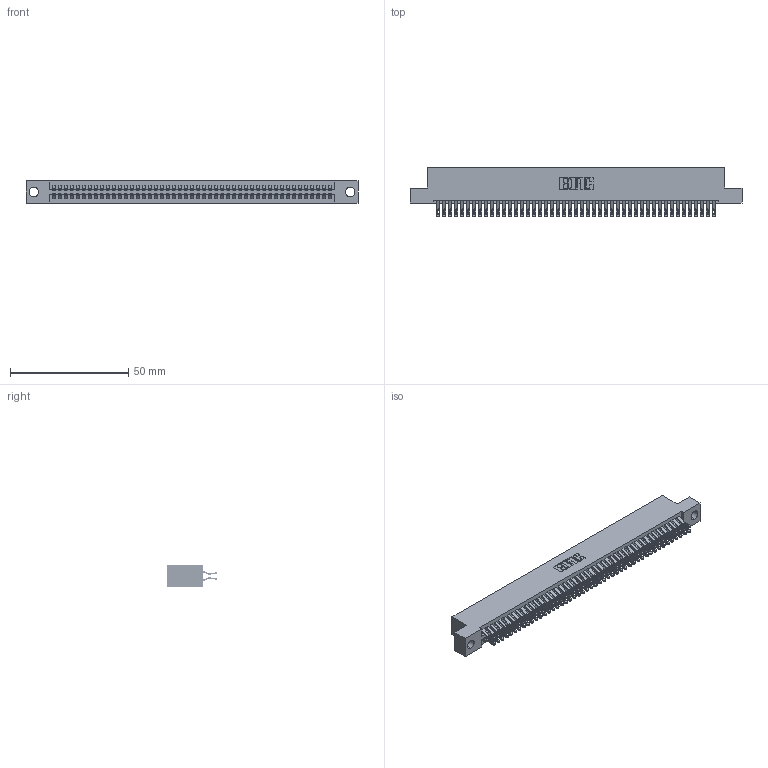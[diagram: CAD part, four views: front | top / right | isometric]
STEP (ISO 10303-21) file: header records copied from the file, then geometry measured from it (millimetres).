
FILE_DESCRIPTION (( 'STEP AP203' ), '1' );
FILE_NAME ('395-094-555-204.STEP', '2021-06-17T11:34:51', ( '' ), ( '' ), 'SwSTEP 2.0', 'SolidWorks 2020', '' );
FILE_SCHEMA (( 'CONFIG_CONTROL_DESIGN' ));
Length unit declared in the file: inch
Products named in the file (3): 345-292-001_555 Tail; 345 Part_Flush Mounting Lugs - 0.156 Dia-TI; 395-094-555-204
Assembly tree (95 placements, depth 2):
  395-094-555-204
    345 Part_Flush Mounting Lugs - 0.156 Dia-TI
    345-292-001_555 Tail  x94
Bounding box: 140.59 x 21.13 x 9.4 mm (x, y, z)
Volume: 13870.1 mm3; surface area: 21399 mm2
Topology: 95 solids, 95 shells, 5404 faces, 17015 edges, 11342 vertices
Faces by surface type: plane 3008, cylinder 2396
Entity records: 36949 total; most frequent: CARTESIAN_POINT 6228, ORIENTED_EDGE 6130, DIRECTION 5453, EDGE_CURVE 3065, VECTOR 2725, LINE 2725, VERTEX_POINT 2042, AXIS2_PLACEMENT_3D 1364
